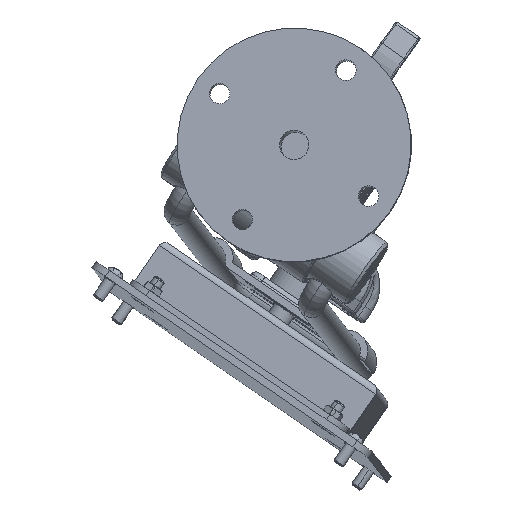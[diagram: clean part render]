
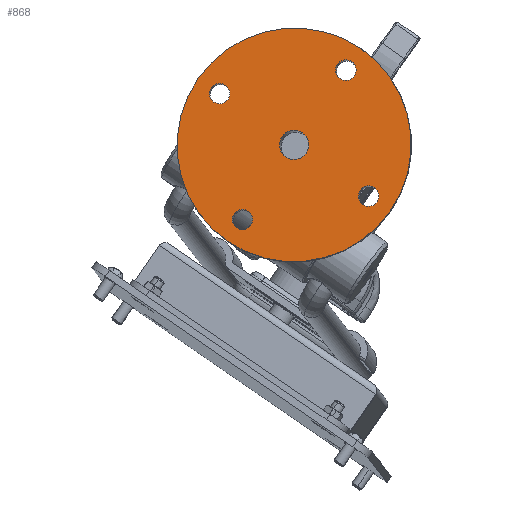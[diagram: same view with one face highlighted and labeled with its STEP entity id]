
A CAD part, top view. The second image highlights one B-rep face of the part: STEP entity #868.
In plain terms, the highlighted face is planar.
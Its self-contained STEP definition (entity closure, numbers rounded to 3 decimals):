
#103 = EDGE_CURVE ( 'NONE', #19069, #19031, #19371, .T. ) ;
#115 = EDGE_CURVE ( 'NONE', #19072, #19049, #19385, .T. ) ;
#119 = EDGE_CURVE ( 'NONE', #19075, #19064, #19391, .T. ) ;
#122 = EDGE_CURVE ( 'NONE', #19050, #19047, #19394, .T. ) ;
#868 = ADVANCED_FACE ( 'NONE', ( #16745, #16749, #16746, #16744, #16747, #16750 ), #3332, .F. ) ;
#3332 = PLANE ( 'NONE',  #4563 ) ;
#3347 = CARTESIAN_POINT ( 'NONE',  ( 0., 0., 0. ) ) ;
#3348 = DIRECTION ( 'NONE',  ( 0., 0., 1. ) ) ;
#3349 = DIRECTION ( 'NONE',  ( 1., 0., 0. ) ) ;
#4563 = AXIS2_PLACEMENT_3D ( 'NONE', #3347, #3348, #3349 ) ;
#8211 = CARTESIAN_POINT ( 'NONE',  ( 31., 0., 0. ) ) ;
#8212 = DIRECTION ( 'NONE',  ( 0., 0., 1. ) ) ;
#8213 = DIRECTION ( 'NONE',  ( 1., 0., 0. ) ) ;
#8263 = CARTESIAN_POINT ( 'NONE',  ( 0., 31., 0. ) ) ;
#8264 = DIRECTION ( 'NONE',  ( 0., 0., 1. ) ) ;
#8265 = DIRECTION ( 'NONE',  ( 0., 1., 0. ) ) ;
#8273 = CARTESIAN_POINT ( 'NONE',  ( -31., 0., 0. ) ) ;
#8274 = DIRECTION ( 'NONE',  ( 0., 0., 1. ) ) ;
#8275 = DIRECTION ( 'NONE',  ( -1., 0., 0. ) ) ;
#8282 = CARTESIAN_POINT ( 'NONE',  ( 0., -31., 0. ) ) ;
#8283 = DIRECTION ( 'NONE',  ( 0., 0., 1. ) ) ;
#8284 = DIRECTION ( 'NONE',  ( 0., -1., 0. ) ) ;
#9694 = ORIENTED_EDGE ( 'NONE', *, *, #36788, .T. ) ;
#9695 = ORIENTED_EDGE ( 'NONE', *, *, #122, .T. ) ;
#9696 = ORIENTED_EDGE ( 'NONE', *, *, #36787, .T. ) ;
#9697 = ORIENTED_EDGE ( 'NONE', *, *, #119, .T. ) ;
#9698 = ORIENTED_EDGE ( 'NONE', *, *, #36786, .T. ) ;
#9699 = ORIENTED_EDGE ( 'NONE', *, *, #115, .T. ) ;
#9700 = ORIENTED_EDGE ( 'NONE', *, *, #36785, .T. ) ;
#9701 = ORIENTED_EDGE ( 'NONE', *, *, #103, .T. ) ;
#9702 = ORIENTED_EDGE ( 'NONE', *, *, #36793, .F. ) ;
#9703 = ORIENTED_EDGE ( 'NONE', *, *, #36797, .F. ) ;
#9704 = ORIENTED_EDGE ( 'NONE', *, *, #36789, .F. ) ;
#9705 = ORIENTED_EDGE ( 'NONE', *, *, #36802, .F. ) ;
#13087 = CARTESIAN_POINT ( 'NONE',  ( 40., 0., 0. ) ) ;
#13094 = CARTESIAN_POINT ( 'NONE',  ( 5., 0., 0. ) ) ;
#13131 = CARTESIAN_POINT ( 'NONE',  ( 34.5, 0., 0. ) ) ;
#13148 = CARTESIAN_POINT ( 'NONE',  ( -40., 0., 0. ) ) ;
#13159 = CARTESIAN_POINT ( 'NONE',  ( 3.5, -31., 0. ) ) ;
#13162 = CARTESIAN_POINT ( 'NONE',  ( 3.5, 31., 0. ) ) ;
#13164 = CARTESIAN_POINT ( 'NONE',  ( -3.5, -31., 0. ) ) ;
#13185 = CARTESIAN_POINT ( 'NONE',  ( -27.5, 0., 0. ) ) ;
#13191 = CARTESIAN_POINT ( 'NONE',  ( 27.5, 0., 0. ) ) ;
#13196 = CARTESIAN_POINT ( 'NONE',  ( -3.5, 31., 0. ) ) ;
#13202 = CARTESIAN_POINT ( 'NONE',  ( -34.5, 0., 0. ) ) ;
#13245 = CARTESIAN_POINT ( 'NONE',  ( -5., 0., 0. ) ) ;
#13920 = CIRCLE ( 'NONE', #24532, 3.5 ) ;
#13921 = CIRCLE ( 'NONE', #24534, 3.5 ) ;
#13922 = CIRCLE ( 'NONE', #24536, 3.5 ) ;
#13923 = CIRCLE ( 'NONE', #24538, 3.5 ) ;
#13924 = CIRCLE ( 'NONE', #24540, 40. ) ;
#13928 = CIRCLE ( 'NONE', #24544, 5. ) ;
#13933 = CIRCLE ( 'NONE', #24546, 5. ) ;
#13940 = CIRCLE ( 'NONE', #24549, 40. ) ;
#16744 = FACE_BOUND ( 'NONE', #38594, .T. ) ;
#16745 = FACE_BOUND ( 'NONE', #38597, .T. ) ;
#16746 = FACE_BOUND ( 'NONE', #38591, .T. ) ;
#16747 = FACE_BOUND ( 'NONE', #38598, .T. ) ;
#16749 = FACE_BOUND ( 'NONE', #38596, .T. ) ;
#16750 = FACE_OUTER_BOUND ( 'NONE', #38589, .T. ) ;
#19006 = VERTEX_POINT ( 'NONE', #13087 ) ;
#19010 = VERTEX_POINT ( 'NONE', #13094 ) ;
#19031 = VERTEX_POINT ( 'NONE', #13131 ) ;
#19041 = VERTEX_POINT ( 'NONE', #13148 ) ;
#19047 = VERTEX_POINT ( 'NONE', #13159 ) ;
#19049 = VERTEX_POINT ( 'NONE', #13162 ) ;
#19050 = VERTEX_POINT ( 'NONE', #13164 ) ;
#19064 = VERTEX_POINT ( 'NONE', #13185 ) ;
#19069 = VERTEX_POINT ( 'NONE', #13191 ) ;
#19072 = VERTEX_POINT ( 'NONE', #13196 ) ;
#19075 = VERTEX_POINT ( 'NONE', #13202 ) ;
#19104 = VERTEX_POINT ( 'NONE', #13245 ) ;
#19371 = CIRCLE ( 'NONE', #37380, 3.5 ) ;
#19385 = CIRCLE ( 'NONE', #37386, 3.5 ) ;
#19391 = CIRCLE ( 'NONE', #37388, 3.5 ) ;
#19394 = CIRCLE ( 'NONE', #37390, 3.5 ) ;
#24532 = AXIS2_PLACEMENT_3D ( 'NONE', #28577, #28578, #28579 ) ;
#24534 = AXIS2_PLACEMENT_3D ( 'NONE', #28580, #28581, #28582 ) ;
#24536 = AXIS2_PLACEMENT_3D ( 'NONE', #28583, #28584, #28585 ) ;
#24538 = AXIS2_PLACEMENT_3D ( 'NONE', #28586, #28587, #28588 ) ;
#24540 = AXIS2_PLACEMENT_3D ( 'NONE', #28589, #28590, #28591 ) ;
#24544 = AXIS2_PLACEMENT_3D ( 'NONE', #28604, #28605, #28606 ) ;
#24546 = AXIS2_PLACEMENT_3D ( 'NONE', #28613, #28614, #28615 ) ;
#24549 = AXIS2_PLACEMENT_3D ( 'NONE', #28627, #28628, #28629 ) ;
#28577 = CARTESIAN_POINT ( 'NONE',  ( 31., 0., 0. ) ) ;
#28578 = DIRECTION ( 'NONE',  ( 0., 0., 1. ) ) ;
#28579 = DIRECTION ( 'NONE',  ( 1., 0., 0. ) ) ;
#28580 = CARTESIAN_POINT ( 'NONE',  ( 0., 31., 0. ) ) ;
#28581 = DIRECTION ( 'NONE',  ( 0., 0., 1. ) ) ;
#28582 = DIRECTION ( 'NONE',  ( 0., 1., 0. ) ) ;
#28583 = CARTESIAN_POINT ( 'NONE',  ( -31., 0., 0. ) ) ;
#28584 = DIRECTION ( 'NONE',  ( 0., 0., 1. ) ) ;
#28585 = DIRECTION ( 'NONE',  ( -1., 0., 0. ) ) ;
#28586 = CARTESIAN_POINT ( 'NONE',  ( 0., -31., 0. ) ) ;
#28587 = DIRECTION ( 'NONE',  ( 0., 0., 1. ) ) ;
#28588 = DIRECTION ( 'NONE',  ( 0., -1., 0. ) ) ;
#28589 = CARTESIAN_POINT ( 'NONE',  ( 0., 0., 0. ) ) ;
#28590 = DIRECTION ( 'NONE',  ( 0., 0., 1. ) ) ;
#28591 = DIRECTION ( 'NONE',  ( 1., 0., 0. ) ) ;
#28604 = CARTESIAN_POINT ( 'NONE',  ( 0., 0., 0. ) ) ;
#28605 = DIRECTION ( 'NONE',  ( 0., 0., -1. ) ) ;
#28606 = DIRECTION ( 'NONE',  ( -1., 0., 0. ) ) ;
#28613 = CARTESIAN_POINT ( 'NONE',  ( 0., 0., 0. ) ) ;
#28614 = DIRECTION ( 'NONE',  ( 0., 0., -1. ) ) ;
#28615 = DIRECTION ( 'NONE',  ( -1., 0., 0. ) ) ;
#28627 = CARTESIAN_POINT ( 'NONE',  ( 0., 0., 0. ) ) ;
#28628 = DIRECTION ( 'NONE',  ( 0., 0., 1. ) ) ;
#28629 = DIRECTION ( 'NONE',  ( 1., 0., 0. ) ) ;
#36785 = EDGE_CURVE ( 'NONE', #19031, #19069, #13920, .T. ) ;
#36786 = EDGE_CURVE ( 'NONE', #19049, #19072, #13921, .T. ) ;
#36787 = EDGE_CURVE ( 'NONE', #19064, #19075, #13922, .T. ) ;
#36788 = EDGE_CURVE ( 'NONE', #19047, #19050, #13923, .T. ) ;
#36789 = EDGE_CURVE ( 'NONE', #19041, #19006, #13924, .T. ) ;
#36793 = EDGE_CURVE ( 'NONE', #19104, #19010, #13928, .T. ) ;
#36797 = EDGE_CURVE ( 'NONE', #19010, #19104, #13933, .T. ) ;
#36802 = EDGE_CURVE ( 'NONE', #19006, #19041, #13940, .T. ) ;
#37380 = AXIS2_PLACEMENT_3D ( 'NONE', #8211, #8212, #8213 ) ;
#37386 = AXIS2_PLACEMENT_3D ( 'NONE', #8263, #8264, #8265 ) ;
#37388 = AXIS2_PLACEMENT_3D ( 'NONE', #8273, #8274, #8275 ) ;
#37390 = AXIS2_PLACEMENT_3D ( 'NONE', #8282, #8283, #8284 ) ;
#38589 = EDGE_LOOP ( 'NONE', ( #9704, #9705 ) ) ;
#38591 = EDGE_LOOP ( 'NONE', ( #9698, #9699 ) ) ;
#38594 = EDGE_LOOP ( 'NONE', ( #9700, #9701 ) ) ;
#38596 = EDGE_LOOP ( 'NONE', ( #9696, #9697 ) ) ;
#38597 = EDGE_LOOP ( 'NONE', ( #9694, #9695 ) ) ;
#38598 = EDGE_LOOP ( 'NONE', ( #9702, #9703 ) ) ;
